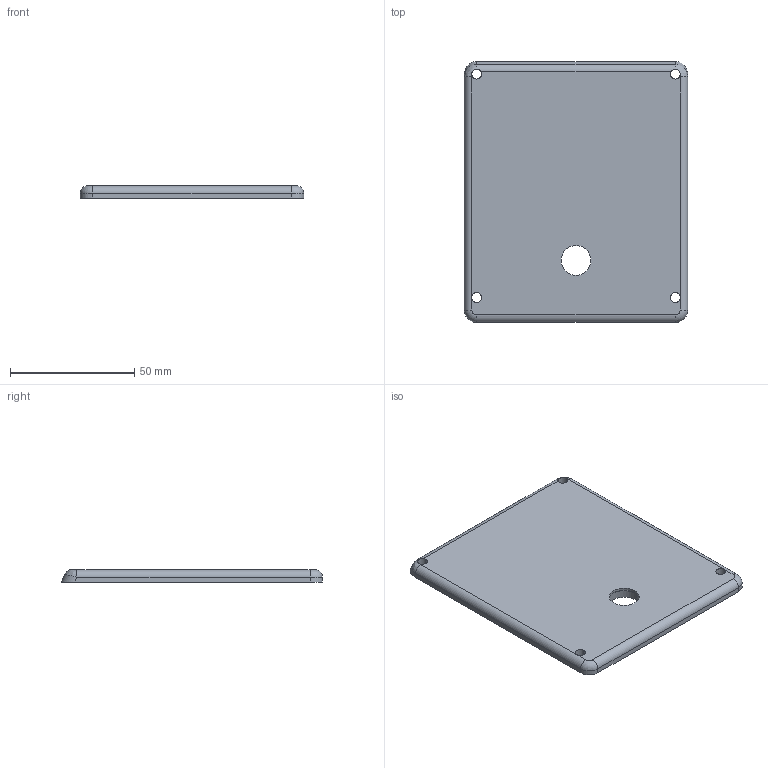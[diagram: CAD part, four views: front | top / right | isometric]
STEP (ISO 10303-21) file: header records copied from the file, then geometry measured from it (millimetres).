
FILE_DESCRIPTION (( 'STEP AP214' ), '1' );
FILE_NAME ('main enclosure lid.STEP', '2024-02-22T19:17:01', ( '' ), ( '' ), 'SwSTEP 2.0', 'SolidWorks 2020', '' );
FILE_SCHEMA (( 'AUTOMOTIVE_DESIGN' ));
Length unit declared in the file: millimetre
Products named in the file (1): main enclosure lid
Bounding box: 90 x 105.09 x 5 mm (x, y, z)
Volume: 45179.3 mm3; surface area: 20315 mm2
Topology: 1 solids, 1 shells, 32 faces, 86 edges, 52 vertices
Faces by surface type: cylinder 20, plane 6, cone 2, bspline 2, torus 2
Entity records: 1144 total; most frequent: CARTESIAN_POINT 299, DIRECTION 174, ORIENTED_EDGE 172, EDGE_CURVE 86, AXIS2_PLACEMENT_3D 69, VERTEX_POINT 52, EDGE_LOOP 38, CIRCLE 38
